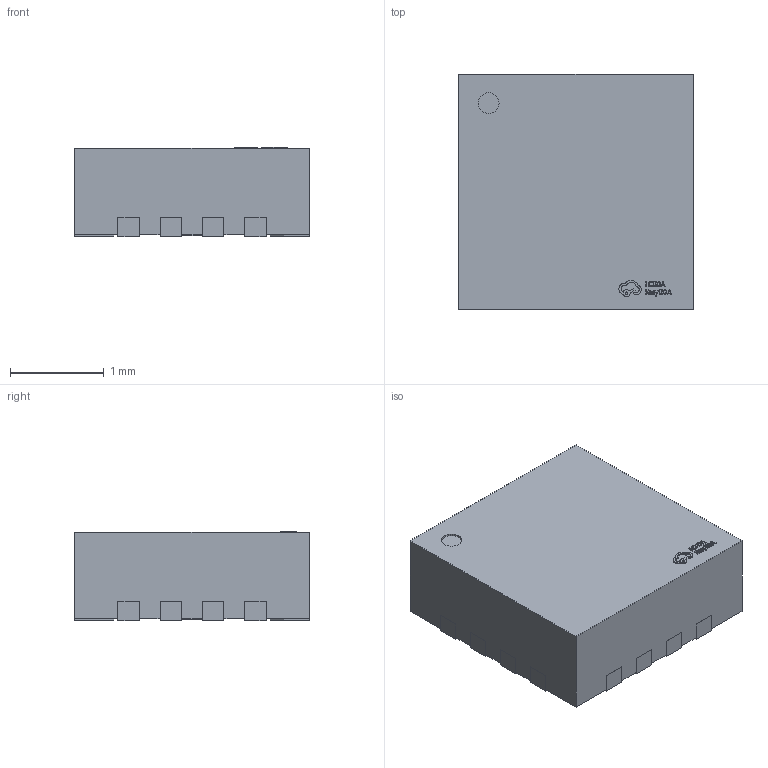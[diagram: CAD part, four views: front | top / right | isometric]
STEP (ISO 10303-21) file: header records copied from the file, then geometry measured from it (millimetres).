
FILE_DESCRIPTION (( 'STEP AP214' ), '1' );
FILE_NAME ('QFN-16_L2.5-W2.5-P0.45-TL-EP0.6.step', '2022-07-15T02:51:05', ( '' ), ( '' ), 'SwSTEP 2.0', 'SolidWorks 2020', '' );
FILE_SCHEMA (( 'AUTOMOTIVE_DESIGN' ));
Length unit declared in the file: millimetre
Products named in the file (1): QFN-16_L2.5-W2.5-P0.45-TL-EP0.6
Bounding box: 2.5 x 2.5 x 0.95 mm (x, y, z)
Volume: 5.8 mm3; surface area: 22.3 mm2
Topology: 1 solids, 1 shells, 402 faces, 1116 edges, 744 vertices
Faces by surface type: plane 288, bspline 112, cylinder 2
Entity records: 17725 total; most frequent: CARTESIAN_POINT 4367, ORIENTED_EDGE 2232, DIRECTION 1474, EDGE_CURVE 1116, VECTOR 884, LINE 884, VERTEX_POINT 744, EDGE_LOOP 430
